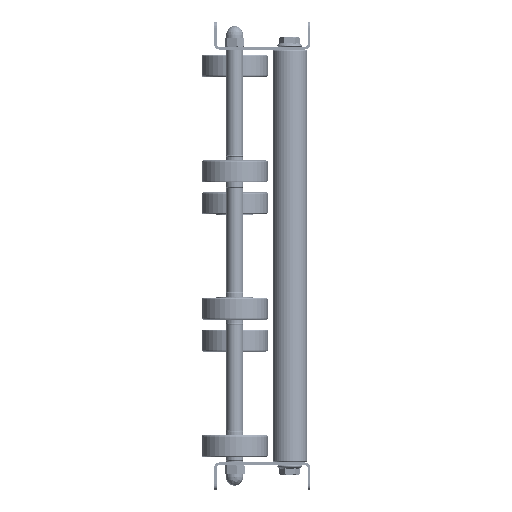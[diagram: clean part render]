
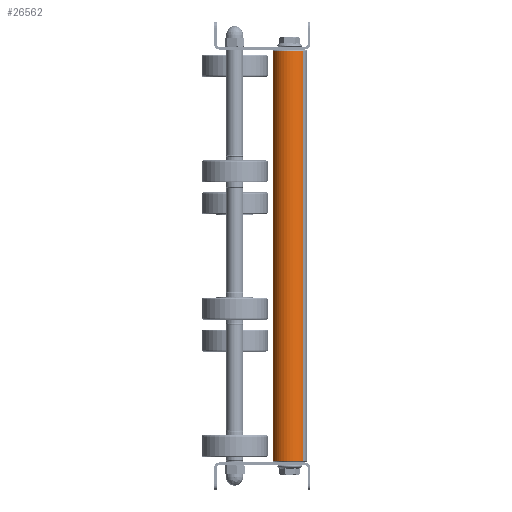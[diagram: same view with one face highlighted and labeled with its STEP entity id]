
A CAD part, left-side view. The second image highlights one B-rep face of the part: STEP entity #26562.
In plain terms, the highlighted cylindrical face has radius 12.5 mm (diameter 25 mm), a partial arc.
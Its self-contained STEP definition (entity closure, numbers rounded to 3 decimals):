
#326 = LINE ( 'NONE', #12346, #17255 ) ;
#579 = DIRECTION ( 'NONE',  ( 1., 0., 0. ) ) ;
#2313 = VERTEX_POINT ( 'NONE', #16914 ) ;
#3477 = CYLINDRICAL_SURFACE ( 'NONE', #4557, 12.5 ) ;
#3788 = VERTEX_POINT ( 'NONE', #17484 ) ;
#4557 = AXIS2_PLACEMENT_3D ( 'NONE', #7769, #12718, #9950 ) ;
#5176 = ORIENTED_EDGE ( 'NONE', *, *, #17374, .T. ) ;
#6605 = CARTESIAN_POINT ( 'NONE',  ( 299., 0., 0. ) ) ;
#7769 = CARTESIAN_POINT ( 'NONE',  ( 300., 0., 0. ) ) ;
#8684 = EDGE_CURVE ( 'NONE', #27642, #2313, #19326, .T. ) ;
#9165 = ORIENTED_EDGE ( 'NONE', *, *, #23884, .T. ) ;
#9871 = DIRECTION ( 'NONE',  ( -1., 0., 0. ) ) ;
#9950 = DIRECTION ( 'NONE',  ( 0., 0., 1. ) ) ;
#9976 = AXIS2_PLACEMENT_3D ( 'NONE', #30189, #579, #23975 ) ;
#11912 = CIRCLE ( 'NONE', #29156, 12.5 ) ;
#12346 = CARTESIAN_POINT ( 'NONE',  ( 300., 0., 12.5 ) ) ;
#12718 = DIRECTION ( 'NONE',  ( -1., 0., 0. ) ) ;
#13687 = EDGE_LOOP ( 'NONE', ( #25439, #5176, #9165, #19686 ) ) ;
#15871 = CARTESIAN_POINT ( 'NONE',  ( 1., 0., 12.5 ) ) ;
#16029 = DIRECTION ( 'NONE',  ( -1., 0., 0. ) ) ;
#16664 = CARTESIAN_POINT ( 'NONE',  ( 300., 0., -12.5 ) ) ;
#16914 = CARTESIAN_POINT ( 'NONE',  ( 1., 0., -12.5 ) ) ;
#17255 = VECTOR ( 'NONE', #9871, 1000. ) ;
#17374 = EDGE_CURVE ( 'NONE', #28441, #3788, #11912, .T. ) ;
#17484 = CARTESIAN_POINT ( 'NONE',  ( 299., 0., 12.5 ) ) ;
#19326 = CIRCLE ( 'NONE', #9976, 12.5 ) ;
#19686 = ORIENTED_EDGE ( 'NONE', *, *, #8684, .T. ) ;
#21262 = LINE ( 'NONE', #16664, #21634 ) ;
#21634 = VECTOR ( 'NONE', #27919, 1000. ) ;
#22974 = CARTESIAN_POINT ( 'NONE',  ( 299., 0., -12.5 ) ) ;
#23827 = EDGE_CURVE ( 'NONE', #28441, #2313, #21262, .T. ) ;
#23884 = EDGE_CURVE ( 'NONE', #3788, #27642, #326, .T. ) ;
#23975 = DIRECTION ( 'NONE',  ( 0., 0., -1. ) ) ;
#25413 = DIRECTION ( 'NONE',  ( 0., 0., -1. ) ) ;
#25439 = ORIENTED_EDGE ( 'NONE', *, *, #23827, .F. ) ;
#26562 = ADVANCED_FACE ( 'NONE', ( #28913 ), #3477, .T. ) ;
#27642 = VERTEX_POINT ( 'NONE', #15871 ) ;
#27919 = DIRECTION ( 'NONE',  ( -1., 0., 0. ) ) ;
#28441 = VERTEX_POINT ( 'NONE', #22974 ) ;
#28913 = FACE_OUTER_BOUND ( 'NONE', #13687, .T. ) ;
#29156 = AXIS2_PLACEMENT_3D ( 'NONE', #6605, #16029, #25413 ) ;
#30189 = CARTESIAN_POINT ( 'NONE',  ( 1., 0., 0. ) ) ;
